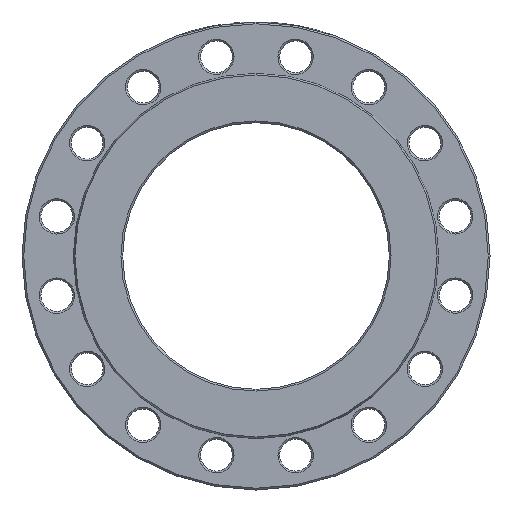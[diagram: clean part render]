
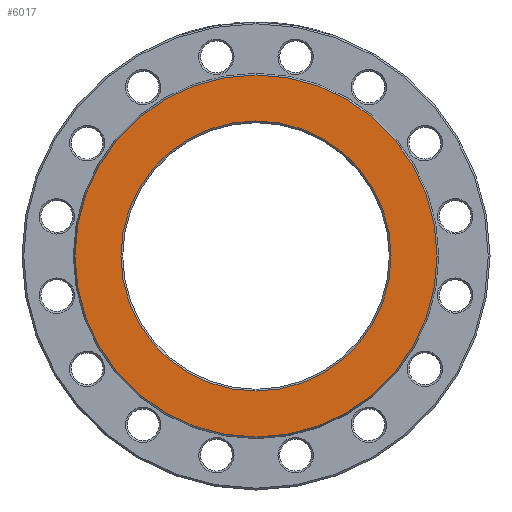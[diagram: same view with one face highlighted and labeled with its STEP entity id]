
A CAD part, left-side view. The second image highlights one B-rep face of the part: STEP entity #6017.
In plain terms, the highlighted planar face has unit normal (-1, 0, 0).
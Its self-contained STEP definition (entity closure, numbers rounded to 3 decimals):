
#65 = CARTESIAN_POINT ( 'NONE',  ( 0., 0., 0. ) ) ;
#385 = ORIENTED_EDGE ( 'NONE', *, *, #2385, .T. ) ;
#704 = DIRECTION ( 'NONE',  ( 0., 0., 1. ) ) ;
#855 = EDGE_CURVE ( 'NONE', #3300, #3300, #3143, .T. ) ;
#1580 = EDGE_LOOP ( 'NONE', ( #6998 ) ) ;
#1778 = AXIS2_PLACEMENT_3D ( 'NONE', #65, #3045, #4993 ) ;
#2023 = CIRCLE ( 'NONE', #1778, 152.95 ) ;
#2052 = DIRECTION ( 'NONE',  ( 0., 0., -1. ) ) ;
#2385 = EDGE_CURVE ( 'NONE', #7460, #7460, #2023, .T. ) ;
#2426 = CARTESIAN_POINT ( 'NONE',  ( 0., 0., 0. ) ) ;
#3044 = EDGE_LOOP ( 'NONE', ( #385 ) ) ;
#3045 = DIRECTION ( 'NONE',  ( 1., 0., 0. ) ) ;
#3143 = CIRCLE ( 'NONE', #5348, 205. ) ;
#3300 = VERTEX_POINT ( 'NONE', #6209 ) ;
#3565 = AXIS2_PLACEMENT_3D ( 'NONE', #7472, #6827, #2052 ) ;
#4378 = PLANE ( 'NONE',  #3565 ) ;
#4405 = CARTESIAN_POINT ( 'NONE',  ( 0., 0., -152.95 ) ) ;
#4882 = DIRECTION ( 'NONE',  ( -1., 0., 0. ) ) ;
#4993 = DIRECTION ( 'NONE',  ( 0., 0., -1. ) ) ;
#5021 = FACE_OUTER_BOUND ( 'NONE', #1580, .T. ) ;
#5348 = AXIS2_PLACEMENT_3D ( 'NONE', #2426, #4882, #704 ) ;
#6017 = ADVANCED_FACE ( 'NONE', ( #6868, #5021 ), #4378, .F. ) ;
#6209 = CARTESIAN_POINT ( 'NONE',  ( 0., 0., 205. ) ) ;
#6827 = DIRECTION ( 'NONE',  ( 1., 0., 0. ) ) ;
#6868 = FACE_BOUND ( 'NONE', #3044, .T. ) ;
#6998 = ORIENTED_EDGE ( 'NONE', *, *, #855, .T. ) ;
#7460 = VERTEX_POINT ( 'NONE', #4405 ) ;
#7472 = CARTESIAN_POINT ( 'NONE',  ( 0., 150.95, 0. ) ) ;
